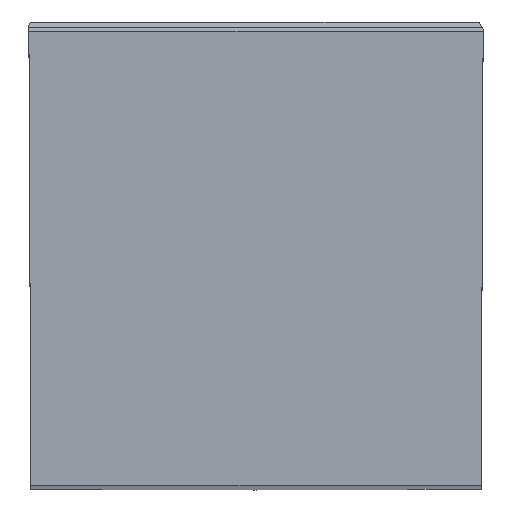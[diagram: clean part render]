
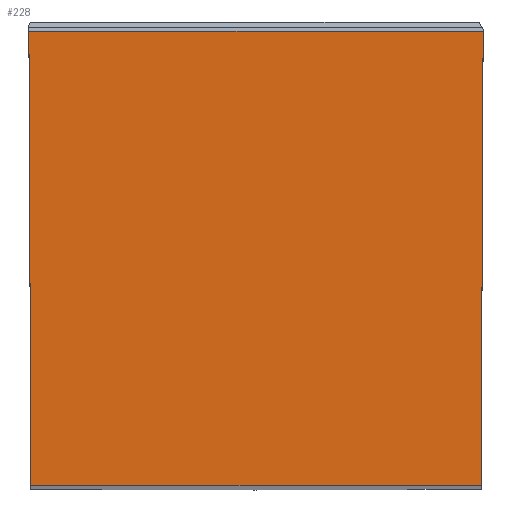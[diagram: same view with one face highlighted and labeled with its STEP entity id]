
A CAD part, top view. The second image highlights one B-rep face of the part: STEP entity #228.
In plain terms, the highlighted planar face has unit normal (0, 0, 1).
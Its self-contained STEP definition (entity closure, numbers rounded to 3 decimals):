
#228=ADVANCED_FACE('CU_BACK_SU1',(#367),#317,.F.);
#317=PLANE('',#1757);
#367=FACE_OUTER_BOUND('',#447,.T.);
#447=EDGE_LOOP('',(#598,#599,#600,#601));
#598=ORIENTED_EDGE('',*,*,#1202,.F.);
#599=ORIENTED_EDGE('',*,*,#1206,.T.);
#600=ORIENTED_EDGE('',*,*,#1199,.T.);
#601=ORIENTED_EDGE('',*,*,#1207,.T.);
#1044=VERTEX_POINT('',#2364);
#1047=VERTEX_POINT('',#2370);
#1050=VERTEX_POINT('',#2377);
#1051=VERTEX_POINT('',#2379);
#1199=EDGE_CURVE('',#1044,#1047,#1426,.T.);
#1202=EDGE_CURVE('',#1050,#1051,#1429,.T.);
#1206=EDGE_CURVE('',#1050,#1044,#1432,.T.);
#1207=EDGE_CURVE('',#1047,#1051,#1433,.T.);
#1426=LINE('',#2371,#1550);
#1429=LINE('',#2378,#1553);
#1432=LINE('',#2386,#1556);
#1433=LINE('',#2387,#1557);
#1550=VECTOR('',#1919,1.);
#1553=VECTOR('',#1924,1.);
#1556=VECTOR('',#1931,1.);
#1557=VECTOR('',#1932,1.);
#1757=AXIS2_PLACEMENT_3D('',#2388,#1933,#1934);
#1919=DIRECTION('',(0.004,1.,0.));
#1924=DIRECTION('',(-0.004,1.,0.));
#1931=DIRECTION('',(1.,0.,0.));
#1932=DIRECTION('',(-1.,0.,0.));
#1933=DIRECTION('',(0.,0.,-1.));
#1934=DIRECTION('',(0.,-1.,0.));
#2364=CARTESIAN_POINT('',(-0.11,0.,0.));
#2370=CARTESIAN_POINT('',(0.,25.273,0.));
#2371=CARTESIAN_POINT('',(0.088,45.374,0.));
#2377=CARTESIAN_POINT('',(-25.163,0.,0.));
#2378=CARTESIAN_POINT('',(-25.359,45.061,0.));
#2379=CARTESIAN_POINT('',(-25.273,25.273,0.));
#2386=CARTESIAN_POINT('',(23.264,0.,0.));
#2387=CARTESIAN_POINT('',(23.264,25.273,0.));
#2388=CARTESIAN_POINT('',(23.264,45.273,0.));
